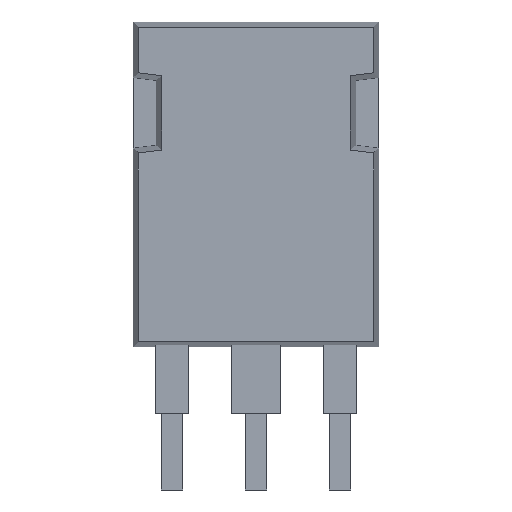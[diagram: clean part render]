
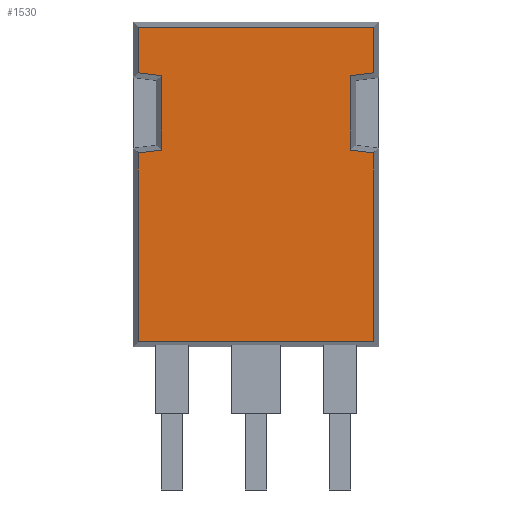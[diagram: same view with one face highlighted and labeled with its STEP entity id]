
A CAD part, front view. The second image highlights one B-rep face of the part: STEP entity #1530.
In plain terms, the highlighted planar face has unit normal (0, -1, 0).
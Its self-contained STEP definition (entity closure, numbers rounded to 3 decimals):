
#1212=CARTESIAN_POINT('',(7.62,-2.205,22.102));
#1213=VERTEX_POINT('',#1212);
#1220=CARTESIAN_POINT('',(6.12,-2.205,21.918));
#1221=VERTEX_POINT('',#1220);
#1222=CARTESIAN_POINT('',(7.62,-2.205,22.102));
#1223=DIRECTION('',(-0.993,0.,-0.122));
#1224=VECTOR('',#1223,1.511);
#1225=LINE('',#1222,#1224);
#1226=EDGE_CURVE('',#1213,#1221,#1225,.T.);
#1242=CARTESIAN_POINT('',(6.12,-2.205,17.092));
#1243=VERTEX_POINT('',#1242);
#1244=CARTESIAN_POINT('',(7.62,-2.205,16.908));
#1245=VERTEX_POINT('',#1244);
#1246=CARTESIAN_POINT('',(6.12,-2.205,17.092));
#1247=DIRECTION('',(0.993,0.0,-0.122));
#1248=VECTOR('',#1247,1.511);
#1249=LINE('',#1246,#1248);
#1250=EDGE_CURVE('',#1243,#1245,#1249,.T.);
#1282=CARTESIAN_POINT('',(6.12,-2.205,21.918));
#1283=DIRECTION('',(0.0,0.0,-1.0));
#1284=VECTOR('',#1283,4.826);
#1285=LINE('',#1282,#1284);
#1286=EDGE_CURVE('',#1221,#1243,#1285,.T.);
#1305=CARTESIAN_POINT('',(7.62,-2.205,4.68));
#1306=VERTEX_POINT('',#1305);
#1307=CARTESIAN_POINT('',(7.62,-2.205,16.908));
#1308=DIRECTION('',(0.0,0.0,-1.0));
#1309=VECTOR('',#1308,12.228);
#1310=LINE('',#1307,#1309);
#1311=EDGE_CURVE('',#1245,#1306,#1310,.T.);
#1345=CARTESIAN_POINT('',(-7.62,-2.205,16.908));
#1346=VERTEX_POINT('',#1345);
#1353=CARTESIAN_POINT('',(-6.12,-2.205,17.092));
#1354=VERTEX_POINT('',#1353);
#1355=CARTESIAN_POINT('',(-7.62,-2.205,16.908));
#1356=DIRECTION('',(0.993,0.,0.122));
#1357=VECTOR('',#1356,1.511);
#1358=LINE('',#1355,#1357);
#1359=EDGE_CURVE('',#1346,#1354,#1358,.T.);
#1375=CARTESIAN_POINT('',(-6.12,-2.205,21.918));
#1376=VERTEX_POINT('',#1375);
#1377=CARTESIAN_POINT('',(-7.62,-2.205,22.102));
#1378=VERTEX_POINT('',#1377);
#1379=CARTESIAN_POINT('',(-6.12,-2.205,21.918));
#1380=DIRECTION('',(-0.993,0.,0.122));
#1381=VECTOR('',#1380,1.511);
#1382=LINE('',#1379,#1381);
#1383=EDGE_CURVE('',#1376,#1378,#1382,.T.);
#1415=CARTESIAN_POINT('',(-6.12,-2.205,17.092));
#1416=DIRECTION('',(0.0,0.0,1.0));
#1417=VECTOR('',#1416,4.826);
#1418=LINE('',#1415,#1417);
#1419=EDGE_CURVE('',#1354,#1376,#1418,.T.);
#1438=CARTESIAN_POINT('',(-7.62,-2.205,25.05));
#1439=VERTEX_POINT('',#1438);
#1440=CARTESIAN_POINT('',(-7.62,-2.205,22.102));
#1441=DIRECTION('',(0.0,0.0,1.0));
#1442=VECTOR('',#1441,2.948);
#1443=LINE('',#1440,#1442);
#1444=EDGE_CURVE('',#1378,#1439,#1443,.T.);
#1477=CARTESIAN_POINT('',(-7.62,-2.205,4.68));
#1478=VERTEX_POINT('',#1477);
#1485=CARTESIAN_POINT('',(-7.62,-2.205,4.68));
#1486=DIRECTION('',(0.0,0.0,1.0));
#1487=VECTOR('',#1486,12.228);
#1488=LINE('',#1485,#1487);
#1489=EDGE_CURVE('',#1478,#1346,#1488,.T.);
#1494=CARTESIAN_POINT('',(0.,-2.205,14.865));
#1495=DIRECTION('',(0.0,-1.0,0.0));
#1496=DIRECTION('',(1.0,0.0,0.0));
#1497=AXIS2_PLACEMENT_3D('',#1494,#1495,#1496);
#1498=PLANE('',#1497);
#1499=ORIENTED_EDGE('',*,*,#1226,.F.);
#1500=CARTESIAN_POINT('',(7.62,-2.205,25.05));
#1501=VERTEX_POINT('',#1500);
#1502=CARTESIAN_POINT('',(7.62,-2.205,25.05));
#1503=DIRECTION('',(0.0,0.0,-1.0));
#1504=VECTOR('',#1503,2.948);
#1505=LINE('',#1502,#1504);
#1506=EDGE_CURVE('',#1501,#1213,#1505,.T.);
#1507=ORIENTED_EDGE('',*,*,#1506,.F.);
#1508=CARTESIAN_POINT('',(-7.62,-2.205,25.05));
#1509=DIRECTION('',(1.0,0.0,0.0));
#1510=VECTOR('',#1509,15.24);
#1511=LINE('',#1508,#1510);
#1512=EDGE_CURVE('',#1439,#1501,#1511,.T.);
#1513=ORIENTED_EDGE('',*,*,#1512,.F.);
#1514=ORIENTED_EDGE('',*,*,#1444,.F.);
#1515=ORIENTED_EDGE('',*,*,#1383,.F.);
#1516=ORIENTED_EDGE('',*,*,#1419,.F.);
#1517=ORIENTED_EDGE('',*,*,#1359,.F.);
#1518=ORIENTED_EDGE('',*,*,#1489,.F.);
#1519=CARTESIAN_POINT('',(7.62,-2.205,4.68));
#1520=DIRECTION('',(-1.0,0.0,0.0));
#1521=VECTOR('',#1520,15.24);
#1522=LINE('',#1519,#1521);
#1523=EDGE_CURVE('',#1306,#1478,#1522,.T.);
#1524=ORIENTED_EDGE('',*,*,#1523,.F.);
#1525=ORIENTED_EDGE('',*,*,#1311,.F.);
#1526=ORIENTED_EDGE('',*,*,#1250,.F.);
#1527=ORIENTED_EDGE('',*,*,#1286,.F.);
#1528=EDGE_LOOP('',(#1499,#1507,#1513,#1514,#1515,#1516,#1517,#1518,#1524,#1525,#1526,#1527));
#1529=FACE_OUTER_BOUND('',#1528,.T.);
#1530=ADVANCED_FACE('',(#1529),#1498,.T.);
